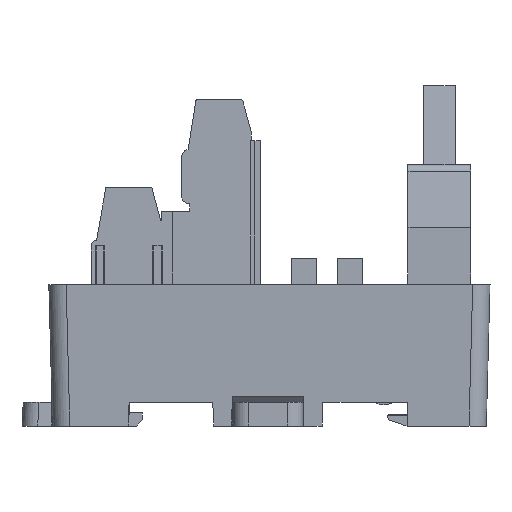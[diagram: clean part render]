
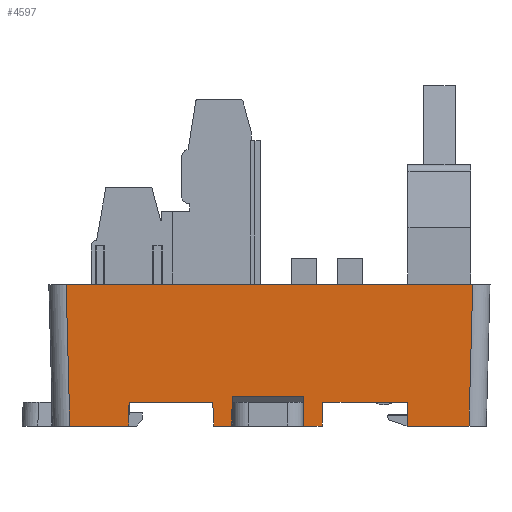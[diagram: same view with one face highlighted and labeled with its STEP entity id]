
A CAD part, left-side view. The second image highlights one B-rep face of the part: STEP entity #4597.
In plain terms, the highlighted planar face has unit normal (-1, 0, -0.026).
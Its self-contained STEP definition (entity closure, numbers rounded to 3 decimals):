
#2786=FACE_OUTER_BOUND('',#8873,.T.);
#4597=ADVANCED_FACE('',(#2786),#6473,.T.);
#6473=PLANE('',#36505);
#8873=EDGE_LOOP('',(#12166,#12167,#12168,#12169,#12170,#12171,#12172,#12173,
#12174,#12175,#12176,#12177,#12178,#12179,#12180,#12181));
#12166=ORIENTED_EDGE('',*,*,#24344,.F.);
#12167=ORIENTED_EDGE('',*,*,#24303,.T.);
#12168=ORIENTED_EDGE('',*,*,#24348,.T.);
#12169=ORIENTED_EDGE('',*,*,#23980,.T.);
#12170=ORIENTED_EDGE('',*,*,#24358,.T.);
#12171=ORIENTED_EDGE('',*,*,#24163,.T.);
#12172=ORIENTED_EDGE('',*,*,#24359,.T.);
#12173=ORIENTED_EDGE('',*,*,#24144,.F.);
#12174=ORIENTED_EDGE('',*,*,#24360,.T.);
#12175=ORIENTED_EDGE('',*,*,#24159,.T.);
#12176=ORIENTED_EDGE('',*,*,#24180,.F.);
#12177=ORIENTED_EDGE('',*,*,#23994,.T.);
#12178=ORIENTED_EDGE('',*,*,#24335,.F.);
#12179=ORIENTED_EDGE('',*,*,#24299,.T.);
#12180=ORIENTED_EDGE('',*,*,#24339,.F.);
#12181=ORIENTED_EDGE('',*,*,#24342,.T.);
#20767=VERTEX_POINT('',#48489);
#20768=VERTEX_POINT('',#48491);
#20781=VERTEX_POINT('',#48517);
#20782=VERTEX_POINT('',#48519);
#20890=VERTEX_POINT('',#48819);
#20891=VERTEX_POINT('',#48821);
#20899=VERTEX_POINT('',#48845);
#20900=VERTEX_POINT('',#48847);
#20903=VERTEX_POINT('',#48854);
#20904=VERTEX_POINT('',#48856);
#20983=VERTEX_POINT('',#49125);
#20985=VERTEX_POINT('',#49130);
#20988=VERTEX_POINT('',#49138);
#20989=VERTEX_POINT('',#49140);
#21008=VERTEX_POINT('',#49209);
#21009=VERTEX_POINT('',#49214);
#23980=EDGE_CURVE('',#20768,#20767,#28694,.T.);
#23994=EDGE_CURVE('',#20782,#20781,#28706,.T.);
#24144=EDGE_CURVE('',#20890,#20891,#28848,.T.);
#24159=EDGE_CURVE('',#20900,#20899,#28860,.T.);
#24163=EDGE_CURVE('',#20904,#20903,#28862,.T.);
#24180=EDGE_CURVE('',#20782,#20899,#28878,.T.);
#24299=EDGE_CURVE('',#20983,#20985,#28992,.T.);
#24303=EDGE_CURVE('',#20989,#20988,#28995,.T.);
#24335=EDGE_CURVE('',#20983,#20781,#29027,.T.);
#24339=EDGE_CURVE('',#21008,#20985,#29031,.T.);
#24342=EDGE_CURVE('',#21008,#21009,#29034,.T.);
#24344=EDGE_CURVE('',#20989,#21009,#29036,.T.);
#24348=EDGE_CURVE('',#20988,#20768,#29040,.T.);
#24358=EDGE_CURVE('',#20767,#20904,#29048,.T.);
#24359=EDGE_CURVE('',#20903,#20891,#29049,.T.);
#24360=EDGE_CURVE('',#20890,#20900,#29050,.T.);
#28694=LINE('',#48490,#32690);
#28706=LINE('',#48518,#32702);
#28848=LINE('',#48820,#32844);
#28860=LINE('',#48846,#32856);
#28862=LINE('',#48855,#32858);
#28878=LINE('',#48888,#32874);
#28992=LINE('',#49131,#32988);
#28995=LINE('',#49139,#32991);
#29027=LINE('',#49202,#33023);
#29031=LINE('',#49210,#33027);
#29034=LINE('',#49215,#33030);
#29036=LINE('',#49218,#33032);
#29040=LINE('',#49225,#33036);
#29048=LINE('',#49244,#33044);
#29049=LINE('',#49246,#33045);
#29050=LINE('',#49248,#33046);
#32690=VECTOR('',#39251,1.);
#32702=VECTOR('',#39267,1.);
#32844=VECTOR('',#39511,1.);
#32856=VECTOR('',#39533,1.);
#32858=VECTOR('',#39541,1.);
#32874=VECTOR('',#39567,1.);
#32988=VECTOR('',#39799,1.);
#32991=VECTOR('',#39806,1.);
#33023=VECTOR('',#39862,1.);
#33027=VECTOR('',#39872,1.);
#33030=VECTOR('',#39877,1.);
#33032=VECTOR('',#39881,1.);
#33036=VECTOR('',#39891,1.);
#33044=VECTOR('',#39917,1.);
#33045=VECTOR('',#39920,1.);
#33046=VECTOR('',#39923,1.);
#36505=AXIS2_PLACEMENT_3D('',#49250,#39926,#39927);
#39251=DIRECTION('',(0.,-1.,0.));
#39267=DIRECTION('',(0.,-1.,0.));
#39511=DIRECTION('',(0.,-1.,0.));
#39533=DIRECTION('',(0.,-1.,0.));
#39541=DIRECTION('',(0.,-1.,0.));
#39567=DIRECTION('',(0.026,0.017,-1.));
#39799=DIRECTION('',(0.,-1.,0.));
#39806=DIRECTION('',(0.,-1.,0.));
#39862=DIRECTION('',(-0.026,0.035,0.999));
#39872=DIRECTION('',(0.026,0.009,-1.));
#39877=DIRECTION('',(0.,-1.,0.));
#39881=DIRECTION('',(-0.026,0.009,1.));
#39891=DIRECTION('',(-0.026,-0.035,0.999));
#39917=DIRECTION('',(0.026,-0.017,-1.));
#39920=DIRECTION('',(-0.026,-0.026,0.999));
#39923=DIRECTION('',(0.026,-0.026,-0.999));
#39926=DIRECTION('',(-1.,0.,-0.026));
#39927=DIRECTION('',(0.026,0.,-1.));
#48489=CARTESIAN_POINT('',(-37.057,10.5,-15.));
#48490=CARTESIAN_POINT('',(-37.057,28.25,-15.));
#48491=CARTESIAN_POINT('',(-37.057,21.25,-15.));
#48517=CARTESIAN_POINT('',(-37.057,35.25,-15.));
#48518=CARTESIAN_POINT('',(-37.057,28.25,-15.));
#48519=CARTESIAN_POINT('',(-37.057,45.9,-15.));
#48819=CARTESIAN_POINT('',(-37.45,53.901,0.));
#48820=CARTESIAN_POINT('',(-37.45,27.75,0.));
#48821=CARTESIAN_POINT('',(-37.45,2.199,0.));
#48845=CARTESIAN_POINT('',(-36.979,45.952,-18.));
#48846=CARTESIAN_POINT('',(-36.979,28.25,-18.));
#48847=CARTESIAN_POINT('',(-36.979,53.429,-18.));
#48854=CARTESIAN_POINT('',(-36.979,2.671,-18.));
#48855=CARTESIAN_POINT('',(-36.979,27.75,-18.));
#48856=CARTESIAN_POINT('',(-36.979,10.448,-18.));
#48888=CARTESIAN_POINT('',(-37.026,45.921,-16.204));
#49125=CARTESIAN_POINT('',(-36.979,35.145,-18.));
#49130=CARTESIAN_POINT('',(-36.979,32.826,-18.));
#49131=CARTESIAN_POINT('',(-36.979,28.25,-18.));
#49138=CARTESIAN_POINT('',(-36.979,21.355,-18.));
#49139=CARTESIAN_POINT('',(-36.979,28.25,-18.));
#49140=CARTESIAN_POINT('',(-36.979,23.674,-18.));
#49202=CARTESIAN_POINT('',(-37.026,35.208,-16.202));
#49209=CARTESIAN_POINT('',(-37.076,32.794,-14.274));
#49210=CARTESIAN_POINT('',(-37.451,32.669,0.04));
#49214=CARTESIAN_POINT('',(-37.076,23.706,-14.274));
#49215=CARTESIAN_POINT('',(-37.076,-181.195,-14.274));
#49218=CARTESIAN_POINT('',(-37.451,23.831,0.032));
#49225=CARTESIAN_POINT('',(-37.444,20.735,-0.247));
#49244=CARTESIAN_POINT('',(-37.458,10.767,0.294));
#49246=CARTESIAN_POINT('',(-37.433,2.217,-0.66));
#49248=CARTESIAN_POINT('',(-37.433,53.884,-0.66));
#49250=CARTESIAN_POINT('',(-37.45,27.75,-0.003));
